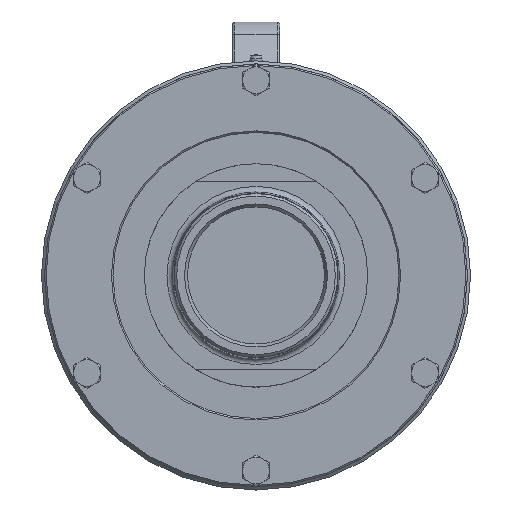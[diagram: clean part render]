
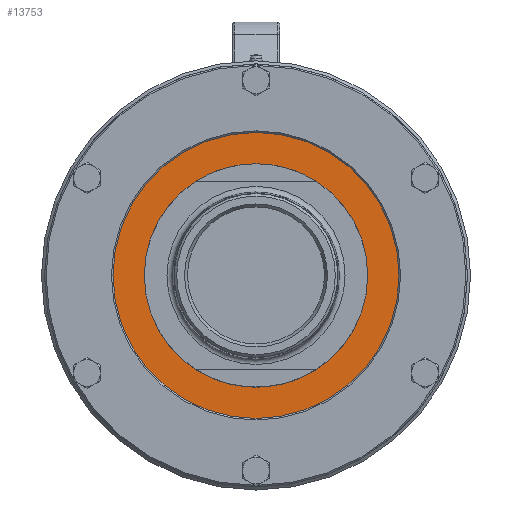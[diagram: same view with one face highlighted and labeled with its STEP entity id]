
A CAD part, left-side view. The second image highlights one B-rep face of the part: STEP entity #13753.
In plain terms, the highlighted planar face has unit normal (-1, 0, 0).
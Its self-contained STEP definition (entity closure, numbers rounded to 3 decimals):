
#1478=FACE_BOUND('',#3449,.T.);
#1787=PLANE('',#15010);
#2576=FACE_OUTER_BOUND('',#3448,.T.);
#3448=EDGE_LOOP('',(#12765));
#3449=EDGE_LOOP('',(#12766));
#4982=CIRCLE('',#13829,59.5);
#5210=CIRCLE('',#14212,76.891);
#5629=VERTEX_POINT('',#18318);
#5966=VERTEX_POINT('',#22881);
#6923=EDGE_CURVE('',#5629,#5629,#4982,.T.);
#7422=EDGE_CURVE('',#5966,#5966,#5210,.T.);
#12765=ORIENTED_EDGE('',*,*,#7422,.F.);
#12766=ORIENTED_EDGE('',*,*,#6923,.F.);
#13753=ADVANCED_FACE('',(#2576,#1478),#1787,.T.);
#13829=AXIS2_PLACEMENT_3D('',#18320,#15097,#15098);
#14212=AXIS2_PLACEMENT_3D('',#22883,#16013,#16014);
#15010=AXIS2_PLACEMENT_3D('',#70952,#18181,#18182);
#15097=DIRECTION('center_axis',(-1.,0.,0.));
#15098=DIRECTION('ref_axis',(0.,0.,-1.));
#16013=DIRECTION('center_axis',(1.,0.,0.));
#16014=DIRECTION('ref_axis',(0.,1.,0.));
#18181=DIRECTION('center_axis',(-1.,0.,0.));
#18182=DIRECTION('ref_axis',(0.,0.,1.));
#18318=CARTESIAN_POINT('',(101.571,0.,59.5));
#18320=CARTESIAN_POINT('Origin',(101.571,0.,0.));
#22881=CARTESIAN_POINT('',(101.571,-76.891,0.));
#22883=CARTESIAN_POINT('Origin',(101.571,0.,0.));
#70952=CARTESIAN_POINT('Origin',(101.571,0.,42.479));
